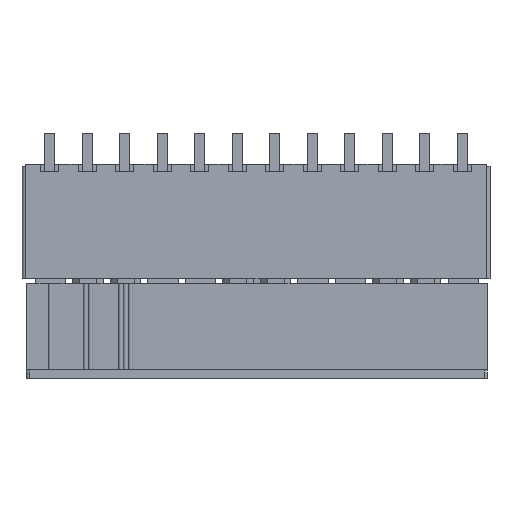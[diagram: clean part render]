
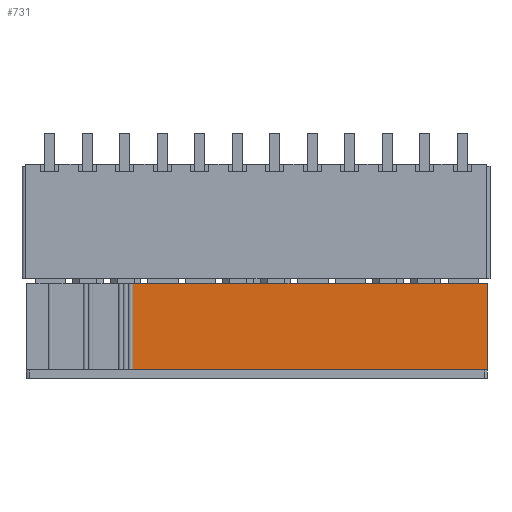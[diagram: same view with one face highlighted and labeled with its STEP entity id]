
A CAD part, front view. The second image highlights one B-rep face of the part: STEP entity #731.
In plain terms, the highlighted planar face has unit normal (0, -1, 0).
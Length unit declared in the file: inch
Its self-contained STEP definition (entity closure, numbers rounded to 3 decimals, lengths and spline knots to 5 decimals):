
#527 = VERTEX_POINT ( 'NONE', #3362 ) ;
#731 = ADVANCED_FACE ( 'NONE', ( #9757 ), #29864, .T. ) ;
#1310 = CARTESIAN_POINT ( 'NONE',  ( 1.01575, -0.18898, 0. ) ) ;
#2886 = VERTEX_POINT ( 'NONE', #32816 ) ;
#3362 = CARTESIAN_POINT ( 'NONE',  ( 1.01575, -0.18898, -0.38189 ) ) ;
#4569 = DIRECTION ( 'NONE',  ( 0., 0., -1. ) ) ;
#4865 = ORIENTED_EDGE ( 'NONE', *, *, #47971, .T. ) ;
#6094 = DIRECTION ( 'NONE',  ( 1., 0., 0. ) ) ;
#6137 = ORIENTED_EDGE ( 'NONE', *, *, #39811, .T. ) ;
#6897 = LINE ( 'NONE', #46019, #27976 ) ;
#7559 = EDGE_CURVE ( 'NONE', #2886, #33285, #40334, .T. ) ;
#8846 = EDGE_CURVE ( 'NONE', #33285, #527, #43672, .T. ) ;
#9222 = LINE ( 'NONE', #24542, #47864 ) ;
#9757 = FACE_OUTER_BOUND ( 'NONE', #15120, .T. ) ;
#12492 = DIRECTION ( 'NONE',  ( 0., 0., -1. ) ) ;
#15120 = EDGE_LOOP ( 'NONE', ( #46889, #4865, #6137, #42214 ) ) ;
#18599 = CARTESIAN_POINT ( 'NONE',  ( -1.01575, -0.18898, 0. ) ) ;
#20664 = CARTESIAN_POINT ( 'NONE',  ( -1.01575, -0.18898, 0. ) ) ;
#22837 = DIRECTION ( 'NONE',  ( 0., -1., 0. ) ) ;
#24542 = CARTESIAN_POINT ( 'NONE',  ( -1.01575, -0.18898, -0.38189 ) ) ;
#27498 = VECTOR ( 'NONE', #6094, 39.37008 ) ;
#27976 = VECTOR ( 'NONE', #12492, 39.37008 ) ;
#29864 = PLANE ( 'NONE',  #35401 ) ;
#31326 = DIRECTION ( 'NONE',  ( 0., 0., -1. ) ) ;
#32003 = VECTOR ( 'NONE', #4569, 39.37008 ) ;
#32816 = CARTESIAN_POINT ( 'NONE',  ( -0.54724, -0.18898, 0. ) ) ;
#33012 = CARTESIAN_POINT ( 'NONE',  ( -0.54724, -0.18898, -0.38189 ) ) ;
#33285 = VERTEX_POINT ( 'NONE', #33782 ) ;
#33782 = CARTESIAN_POINT ( 'NONE',  ( 1.01575, -0.18898, 0. ) ) ;
#34839 = VERTEX_POINT ( 'NONE', #33012 ) ;
#35401 = AXIS2_PLACEMENT_3D ( 'NONE', #18599, #22837, #31326 ) ;
#39811 = EDGE_CURVE ( 'NONE', #34839, #527, #9222, .T. ) ;
#40334 = LINE ( 'NONE', #20664, #27498 ) ;
#42214 = ORIENTED_EDGE ( 'NONE', *, *, #8846, .F. ) ;
#43672 = LINE ( 'NONE', #1310, #32003 ) ;
#46019 = CARTESIAN_POINT ( 'NONE',  ( -0.54724, -0.18898, 0. ) ) ;
#46889 = ORIENTED_EDGE ( 'NONE', *, *, #7559, .F. ) ;
#47426 = DIRECTION ( 'NONE',  ( 1., 0., 0. ) ) ;
#47864 = VECTOR ( 'NONE', #47426, 39.37008 ) ;
#47971 = EDGE_CURVE ( 'NONE', #2886, #34839, #6897, .T. ) ;
